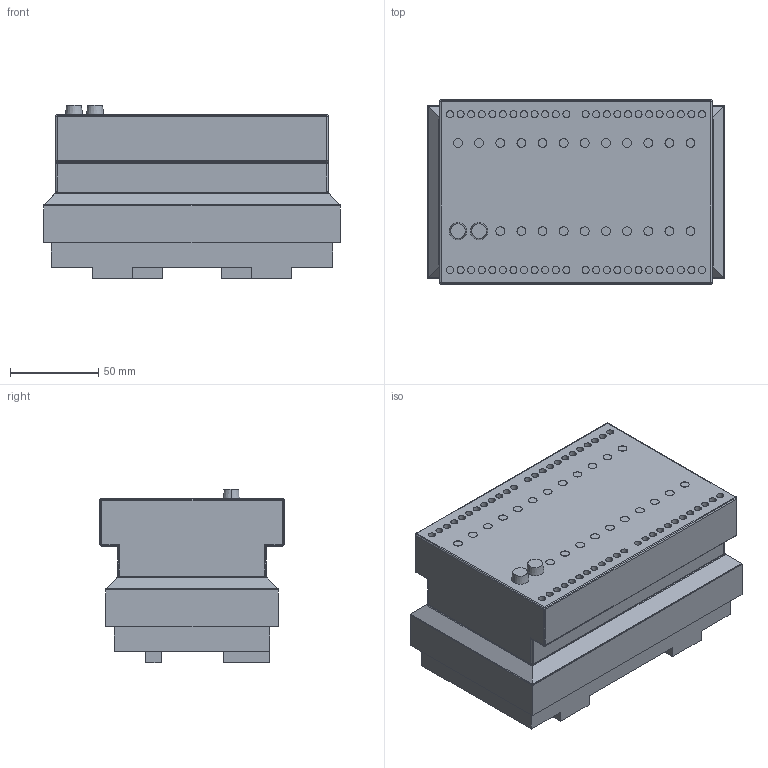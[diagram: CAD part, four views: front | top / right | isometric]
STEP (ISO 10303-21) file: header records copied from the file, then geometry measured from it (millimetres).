
FILE_DESCRIPTION(('STEP AP214'),'1');
FILE_NAME('MODEX_07-7331-1201_einfach.stp','2015-11-02T07:57:39',(' '),(' '),'Spatial InterOp 3D',' ',' ');
FILE_SCHEMA(('automotive_design'));
Length unit declared in the file: millimetre
Products named in the file (1): 1
Bounding box: 168.5 x 104.48 x 98.23 mm (x, y, z)
Volume: 1328190.9 mm3; surface area: 86044.9 mm2
Topology: 1 solids, 3 shells, 341 faces, 728 edges, 456 vertices
Faces by surface type: cylinder 200, plane 117, bspline 12, sphere 8, cone 4
Entity records: 12914 total; most frequent: CARTESIAN_POINT 2498, DIRECTION 1780, ORIENTED_EDGE 1432, AXIS2_PLACEMENT_3D 738, EDGE_CURVE 716, VERTEX_POINT 456, EDGE_LOOP 416, CIRCLE 368
